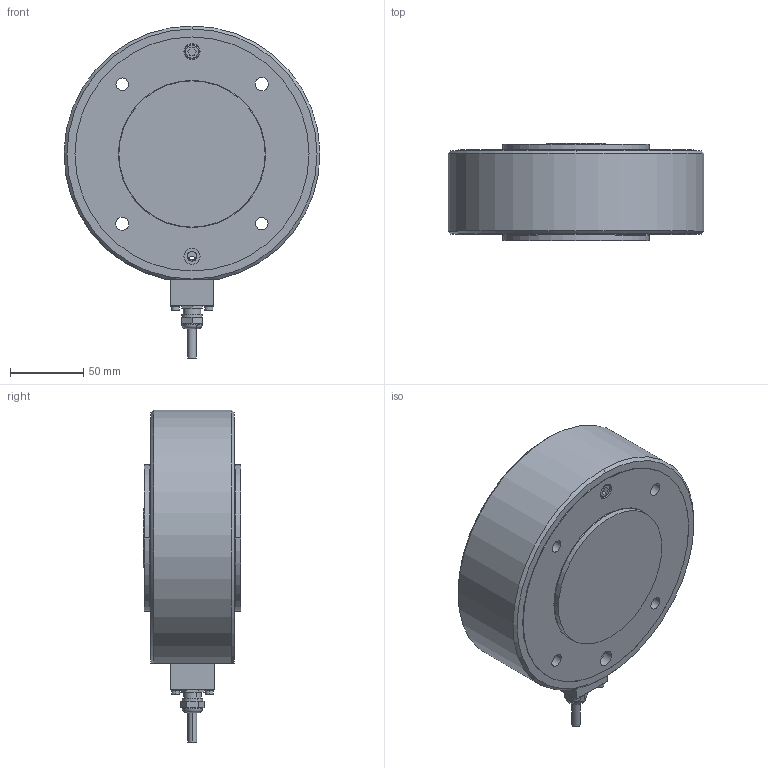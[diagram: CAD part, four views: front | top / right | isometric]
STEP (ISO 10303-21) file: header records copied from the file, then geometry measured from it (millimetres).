
FILE_DESCRIPTION (( 'STEP AP203' ), '1' );
FILE_NAME ('31102004_stp_-.step', '2019-12-25T16:28:09', ( '' ), ( '' ), 'SwSTEP 2.0', 'SolidWorks 2018', '' );
FILE_SCHEMA (( 'CONFIG_CONTROL_DESIGN' ));
Length unit declared in the file: millimetre
Products named in the file (17): 51030-04_stp_01; 49015_01; Zyl-Schr DIN912_M3x25; 31102004_stp_-; 51030-05_stp_01; Si-Ring DIN472_D52x2; 49083_01; 47663_01; Federringe_DIN127A_M03; PRL_22205_01; 31101749_01; Steuerkabel_6x20; 31101677_V-032A; 49024_01; 47664_01; Zyl-Schr DIN912_M6x50; 43404.01_01
Assembly tree (23 placements, depth 3):
  31102004_stp_-
    51030-05_stp_01
      51030-04_stp_01
      Si-Ring DIN472_D52x2
    43404.01_01  x2
    49024_01
    49015_01
    47663_01
    47664_01
    PRL_22205_01
    Zyl-Schr DIN912_M6x50
    31101677_V-032A
    49083_01
    Federringe_DIN127A_M03  x4
    Zyl-Schr DIN912_M3x25  x4
    31101749_01
    Steuerkabel_6x20
Bounding box: 174.96 x 66.4 x 227 mm (x, y, z)
Volume: 1291155.1 mm3; surface area: 270353.3 mm2
Topology: 53 solids, 53 shells, 742 faces, 1599 edges, 982 vertices
Faces by surface type: cylinder 262, torus 220, plane 208, cone 50, sphere 2
Entity records: 20142 total; most frequent: DIRECTION 3691, CARTESIAN_POINT 3156, ORIENTED_EDGE 2754, AXIS2_PLACEMENT_3D 1652, EDGE_CURVE 1377, CIRCLE 976, VERTEX_POINT 845, EDGE_LOOP 764
